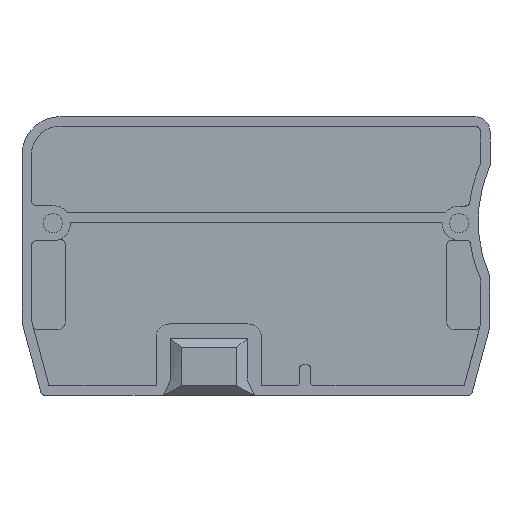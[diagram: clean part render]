
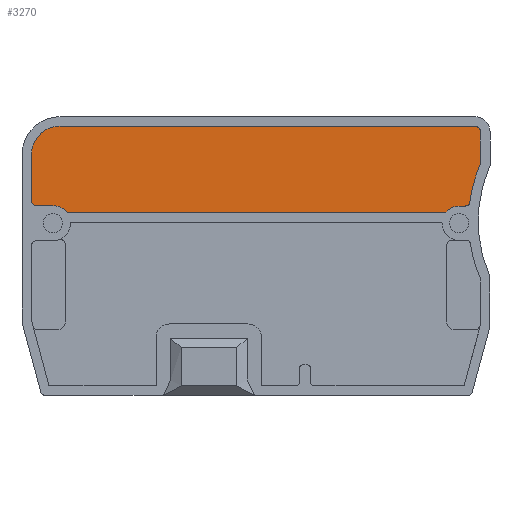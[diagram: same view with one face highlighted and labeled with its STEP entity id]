
A CAD part, top view. The second image highlights one B-rep face of the part: STEP entity #3270.
In plain terms, the highlighted planar face has unit normal (0, 0, 1).
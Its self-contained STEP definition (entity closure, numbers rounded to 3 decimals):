
#32 = VERTEX_POINT ( 'NONE', #3528 ) ;
#38 = CIRCLE ( 'NONE', #1200, 1.8 ) ;
#49 = DIRECTION ( 'NONE',  ( 1., 0., 0. ) ) ;
#98 = CARTESIAN_POINT ( 'NONE',  ( -23.6, 9.4, 1. ) ) ;
#107 = DIRECTION ( 'NONE',  ( 0., 0., 1. ) ) ;
#108 = VERTEX_POINT ( 'NONE', #281 ) ;
#139 = VECTOR ( 'NONE', #1044, 1000. ) ;
#144 = CIRCLE ( 'NONE', #3565, 0.6 ) ;
#150 = ORIENTED_EDGE ( 'NONE', *, *, #2309, .T. ) ;
#198 = VERTEX_POINT ( 'NONE', #1919 ) ;
#199 = DIRECTION ( 'NONE',  ( 1., 0., 0. ) ) ;
#281 = CARTESIAN_POINT ( 'NONE',  ( 21.35, 4., 1. ) ) ;
#294 = DIRECTION ( 'NONE',  ( 0., 0., -1. ) ) ;
#357 = EDGE_CURVE ( 'NONE', #108, #681, #38, .T. ) ;
#432 = CARTESIAN_POINT ( 'NONE',  ( -23.6, 4.561, 1. ) ) ;
#436 = AXIS2_PLACEMENT_3D ( 'NONE', #1935, #1340, #2220 ) ;
#439 = DIRECTION ( 'NONE',  ( 0., 1., 0. ) ) ;
#454 = ORIENTED_EDGE ( 'NONE', *, *, #1337, .F. ) ;
#459 = ORIENTED_EDGE ( 'NONE', *, *, #2473, .F. ) ;
#484 = CARTESIAN_POINT ( 'NONE',  ( -23.089, 4.05, 1. ) ) ;
#499 = ORIENTED_EDGE ( 'NONE', *, *, #594, .T. ) ;
#594 = EDGE_CURVE ( 'NONE', #1251, #776, #907, .T. ) ;
#595 = VERTEX_POINT ( 'NONE', #744 ) ;
#626 = VERTEX_POINT ( 'NONE', #1874 ) ;
#649 = DIRECTION ( 'NONE',  ( -1., 0., 0. ) ) ;
#653 = VECTOR ( 'NONE', #1081, 1000. ) ;
#675 = DIRECTION ( 'NONE',  ( 1., 0., 0. ) ) ;
#681 = VERTEX_POINT ( 'NONE', #2437 ) ;
#697 = CARTESIAN_POINT ( 'NONE',  ( -19.863, 3.3, 1. ) ) ;
#706 = LINE ( 'NONE', #2444, #139 ) ;
#717 = VERTEX_POINT ( 'NONE', #484 ) ;
#721 = ORIENTED_EDGE ( 'NONE', *, *, #1088, .F. ) ;
#738 = LINE ( 'NONE', #98, #3618 ) ;
#744 = CARTESIAN_POINT ( 'NONE',  ( -21.35, 4.05, 1. ) ) ;
#756 = CIRCLE ( 'NONE', #2512, 0.511 ) ;
#776 = VERTEX_POINT ( 'NONE', #836 ) ;
#836 = CARTESIAN_POINT ( 'NONE',  ( -23.6, 9.4, 1. ) ) ;
#880 = EDGE_LOOP ( 'NONE', ( #721, #1941, #2637, #3146, #499, #1710, #916, #454, #2997, #459, #1916, #2339, #150 ) ) ;
#907 = CIRCLE ( 'NONE', #1806, 3. ) ;
#916 = ORIENTED_EDGE ( 'NONE', *, *, #1854, .T. ) ;
#924 = VECTOR ( 'NONE', #3265, 1000. ) ;
#957 = CARTESIAN_POINT ( 'NONE',  ( 37.7, 2.403, 1. ) ) ;
#969 = CARTESIAN_POINT ( 'NONE',  ( 23.6, 8.471, 1. ) ) ;
#976 = CARTESIAN_POINT ( 'NONE',  ( -20.6, 9.4, 1. ) ) ;
#1044 = DIRECTION ( 'NONE',  ( -1., 0., 0. ) ) ;
#1048 = VERTEX_POINT ( 'NONE', #432 ) ;
#1071 = DIRECTION ( 'NONE',  ( 0., 0., 1. ) ) ;
#1081 = DIRECTION ( 'NONE',  ( -1., 0., 0. ) ) ;
#1088 = EDGE_CURVE ( 'NONE', #198, #626, #2639, .T. ) ;
#1139 = CARTESIAN_POINT ( 'NONE',  ( 23.6, 11.803, 1. ) ) ;
#1200 = AXIS2_PLACEMENT_3D ( 'NONE', #2860, #3140, #49 ) ;
#1209 = DIRECTION ( 'NONE',  ( 0., 0., 1. ) ) ;
#1230 = LINE ( 'NONE', #1502, #2282 ) ;
#1243 = DIRECTION ( 'NONE',  ( 0., 0., 1. ) ) ;
#1251 = VERTEX_POINT ( 'NONE', #2227 ) ;
#1279 = CIRCLE ( 'NONE', #2002, 1.85 ) ;
#1337 = EDGE_CURVE ( 'NONE', #595, #717, #1740, .T. ) ;
#1340 = DIRECTION ( 'NONE',  ( 0., 0., 1. ) ) ;
#1395 = PLANE ( 'NONE',  #3609 ) ;
#1465 = CARTESIAN_POINT ( 'NONE',  ( -23.089, 4.561, 1. ) ) ;
#1502 = CARTESIAN_POINT ( 'NONE',  ( 19.925, 3.3, 1. ) ) ;
#1556 = CARTESIAN_POINT ( 'NONE',  ( 21.989, 4., 1. ) ) ;
#1710 = ORIENTED_EDGE ( 'NONE', *, *, #3553, .T. ) ;
#1723 = DIRECTION ( 'NONE',  ( 1., 0., 0. ) ) ;
#1740 = LINE ( 'NONE', #2542, #653 ) ;
#1781 = CARTESIAN_POINT ( 'NONE',  ( 23., 11.803, 1. ) ) ;
#1806 = AXIS2_PLACEMENT_3D ( 'NONE', #976, #1071, #3029 ) ;
#1854 = EDGE_CURVE ( 'NONE', #1048, #717, #756, .T. ) ;
#1874 = CARTESIAN_POINT ( 'NONE',  ( 22.485, 4.434, 1. ) ) ;
#1913 = EDGE_CURVE ( 'NONE', #3457, #595, #1279, .T. ) ;
#1916 = ORIENTED_EDGE ( 'NONE', *, *, #357, .F. ) ;
#1919 = CARTESIAN_POINT ( 'NONE',  ( 23.6, 8.471, 1. ) ) ;
#1935 = CARTESIAN_POINT ( 'NONE',  ( 21.989, 4.5, 1. ) ) ;
#1941 = ORIENTED_EDGE ( 'NONE', *, *, #2524, .T. ) ;
#2002 = AXIS2_PLACEMENT_3D ( 'NONE', #3437, #1209, #2320 ) ;
#2011 = EDGE_CURVE ( 'NONE', #2947, #3319, #144, .T. ) ;
#2018 = VECTOR ( 'NONE', #439, 1000. ) ;
#2204 = EDGE_CURVE ( 'NONE', #32, #108, #2363, .T. ) ;
#2220 = DIRECTION ( 'NONE',  ( 1., 0., 0. ) ) ;
#2227 = CARTESIAN_POINT ( 'NONE',  ( -20.6, 12.4, 1. ) ) ;
#2282 = VECTOR ( 'NONE', #649, 1000. ) ;
#2285 = CIRCLE ( 'NONE', #436, 0.5 ) ;
#2309 = EDGE_CURVE ( 'NONE', #32, #626, #2285, .T. ) ;
#2320 = DIRECTION ( 'NONE',  ( 1., 0., 0. ) ) ;
#2339 = ORIENTED_EDGE ( 'NONE', *, *, #2204, .F. ) ;
#2341 = DIRECTION ( 'NONE',  ( 0., 0., 1. ) ) ;
#2363 = LINE ( 'NONE', #1556, #924 ) ;
#2392 = AXIS2_PLACEMENT_3D ( 'NONE', #957, #1243, #199 ) ;
#2403 = DIRECTION ( 'NONE',  ( 0., -1., 0. ) ) ;
#2437 = CARTESIAN_POINT ( 'NONE',  ( 19.925, 3.3, 1. ) ) ;
#2444 = CARTESIAN_POINT ( 'NONE',  ( 23.064, 12.4, 1. ) ) ;
#2473 = EDGE_CURVE ( 'NONE', #681, #3457, #1230, .T. ) ;
#2512 = AXIS2_PLACEMENT_3D ( 'NONE', #1465, #107, #1723 ) ;
#2524 = EDGE_CURVE ( 'NONE', #198, #2947, #2929, .T. ) ;
#2542 = CARTESIAN_POINT ( 'NONE',  ( -21.35, 4.05, 1. ) ) ;
#2637 = ORIENTED_EDGE ( 'NONE', *, *, #2011, .T. ) ;
#2639 = CIRCLE ( 'NONE', #2392, 15.35 ) ;
#2660 = EDGE_CURVE ( 'NONE', #3319, #1251, #706, .T. ) ;
#2860 = CARTESIAN_POINT ( 'NONE',  ( 21.35, 2.2, 1. ) ) ;
#2929 = LINE ( 'NONE', #969, #2018 ) ;
#2947 = VERTEX_POINT ( 'NONE', #1139 ) ;
#2997 = ORIENTED_EDGE ( 'NONE', *, *, #1913, .F. ) ;
#3029 = DIRECTION ( 'NONE',  ( 1., 0., 0. ) ) ;
#3078 = DIRECTION ( 'NONE',  ( -1., 0., 0. ) ) ;
#3140 = DIRECTION ( 'NONE',  ( 0., 0., 1. ) ) ;
#3146 = ORIENTED_EDGE ( 'NONE', *, *, #2660, .T. ) ;
#3265 = DIRECTION ( 'NONE',  ( -1., 0., 0. ) ) ;
#3270 = ADVANCED_FACE ( 'NONE', ( #3272 ), #1395, .F. ) ;
#3272 = FACE_OUTER_BOUND ( 'NONE', #880, .T. ) ;
#3319 = VERTEX_POINT ( 'NONE', #3431 ) ;
#3345 = CARTESIAN_POINT ( 'NONE',  ( 21.35, 2.2, 1. ) ) ;
#3431 = CARTESIAN_POINT ( 'NONE',  ( 23.064, 12.4, 1. ) ) ;
#3437 = CARTESIAN_POINT ( 'NONE',  ( -21.35, 2.2, 1. ) ) ;
#3457 = VERTEX_POINT ( 'NONE', #697 ) ;
#3528 = CARTESIAN_POINT ( 'NONE',  ( 21.989, 4., 1. ) ) ;
#3553 = EDGE_CURVE ( 'NONE', #776, #1048, #738, .T. ) ;
#3565 = AXIS2_PLACEMENT_3D ( 'NONE', #1781, #2341, #675 ) ;
#3609 = AXIS2_PLACEMENT_3D ( 'NONE', #3345, #294, #3078 ) ;
#3618 = VECTOR ( 'NONE', #2403, 1000. ) ;
